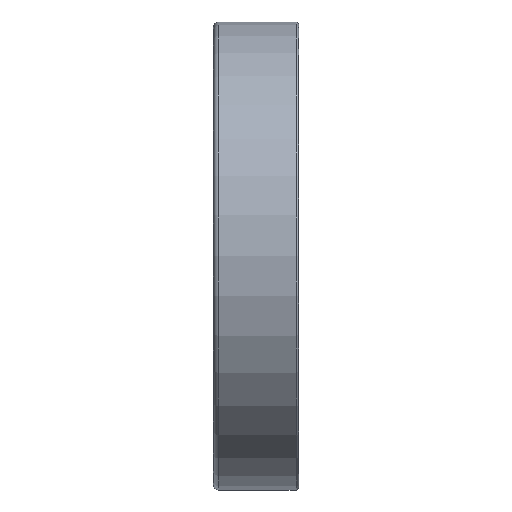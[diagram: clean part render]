
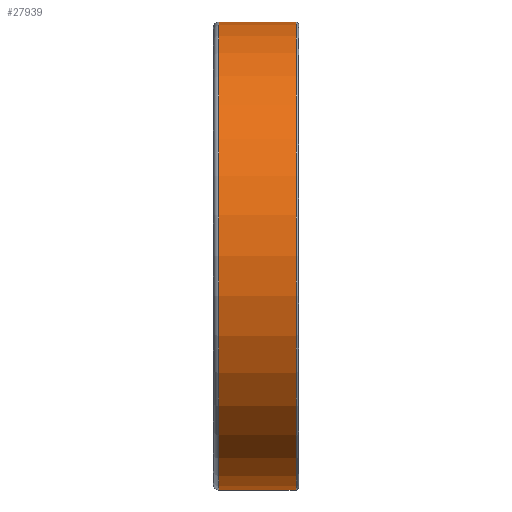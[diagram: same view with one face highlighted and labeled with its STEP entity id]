
A CAD part, top view. The second image highlights one B-rep face of the part: STEP entity #27939.
In plain terms, the highlighted cylindrical face has radius 27.5 mm (diameter 55 mm), a partial arc.
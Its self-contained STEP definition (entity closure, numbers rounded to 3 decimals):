
#17382=DIRECTION('',(-1.,0.,0.));
#17383=VECTOR('',#17382,9.1);
#17384=CARTESIAN_POINT('',(4.7,27.5,0.));
#17385=LINE('',#17384,#17383);
#17389=DIRECTION('',(-1.,0.,0.));
#17390=VECTOR('',#17389,9.1);
#17391=CARTESIAN_POINT('',(4.7,-27.5,0.));
#17392=LINE('',#17391,#17390);
#17404=CARTESIAN_POINT('',(4.7,0.,0.));
#17405=DIRECTION('',(1.,0.,0.));
#17406=DIRECTION('',(0.,1.,0.));
#17407=AXIS2_PLACEMENT_3D('',#17404,#17405,#17406);
#17412=CARTESIAN_POINT('',(-4.4,0.,0.));
#17413=DIRECTION('',(1.,0.,0.));
#17414=DIRECTION('',(0.,1.,0.));
#17415=AXIS2_PLACEMENT_3D('',#17412,#17413,#17414);
#24663=CARTESIAN_POINT('',(4.7,27.5,0.));
#24664=CARTESIAN_POINT('',(-4.4,27.5,0.));
#24665=VERTEX_POINT('',#24663);
#24666=VERTEX_POINT('',#24664);
#24675=CARTESIAN_POINT('',(4.7,-27.5,0.));
#24676=CARTESIAN_POINT('',(-4.4,-27.5,0.));
#24677=VERTEX_POINT('',#24675);
#24678=VERTEX_POINT('',#24676);
#27927=CARTESIAN_POINT('',(-5.5,0.,0.));
#27928=DIRECTION('',(1.,0.,0.));
#27929=DIRECTION('',(0.,-1.,0.));
#27930=AXIS2_PLACEMENT_3D('',#27927,#27928,#27929);
#27931=CYLINDRICAL_SURFACE('',#27930,27.5);
#27932=ORIENTED_EDGE('',*,*,#27917,.F.);
#27933=ORIENTED_EDGE('',*,*,#27894,.T.);
#27934=ORIENTED_EDGE('',*,*,#27921,.T.);
#27936=ORIENTED_EDGE('',*,*,#27935,.F.);
#27937=EDGE_LOOP('',(#27932,#27933,#27934,#27936));
#27938=FACE_OUTER_BOUND('',#27937,.F.);
#17408=CIRCLE('',#17407,27.5);
#17416=CIRCLE('',#17415,27.5);
#27894=EDGE_CURVE('',#24665,#24677,#17408,.T.);
#27917=EDGE_CURVE('',#24665,#24666,#17385,.T.);
#27921=EDGE_CURVE('',#24677,#24678,#17392,.T.);
#27935=EDGE_CURVE('',#24666,#24678,#17416,.T.);
#27939=ADVANCED_FACE('',(#27938),#27931,.T.);
